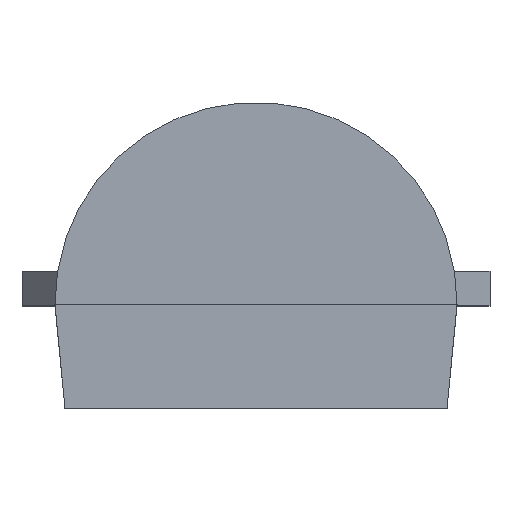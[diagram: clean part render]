
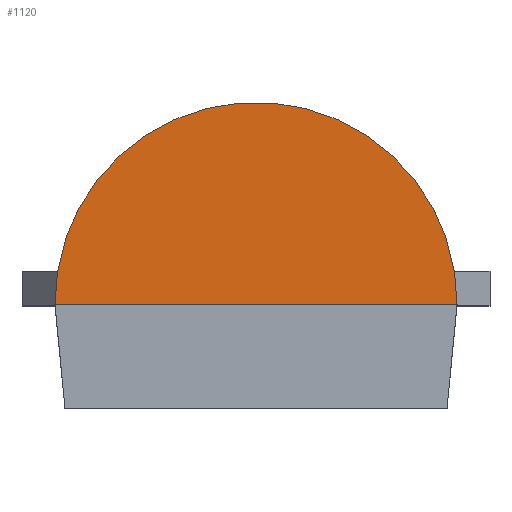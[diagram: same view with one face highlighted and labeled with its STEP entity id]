
A CAD part, top view. The second image highlights one B-rep face of the part: STEP entity #1120.
In plain terms, the highlighted planar face has unit normal (0, 0, 1).
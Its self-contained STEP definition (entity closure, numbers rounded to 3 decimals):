
#24 = VERTEX_POINT('',#25);
#25 = CARTESIAN_POINT('',(-2.38,-0.205,7.825));
#71 = EDGE_CURVE('',#72,#24,#74,.T.);
#72 = VERTEX_POINT('',#73);
#73 = CARTESIAN_POINT('',(2.38,-0.205,7.825));
#74 = CIRCLE('',#75,2.38);
#75 = AXIS2_PLACEMENT_3D('',#76,#77,#78);
#76 = CARTESIAN_POINT('',(0.,-0.19,7.825));
#77 = DIRECTION('',(0.,0.,1.));
#78 = DIRECTION('',(-1.,0.,0.));
#1011 = EDGE_CURVE('',#72,#24,#1012,.T.);
#1012 = LINE('',#1013,#1014);
#1013 = CARTESIAN_POINT('',(2.38,-0.205,7.825));
#1014 = VECTOR('',#1015,1.);
#1015 = DIRECTION('',(-1.,0.,0.));
#1120 = ADVANCED_FACE('',(#1121),#1125,.T.);
#1121 = FACE_BOUND('',#1122,.T.);
#1122 = EDGE_LOOP('',(#1123,#1124));
#1123 = ORIENTED_EDGE('',*,*,#71,.T.);
#1124 = ORIENTED_EDGE('',*,*,#1011,.F.);
#1125 = PLANE('',#1126);
#1126 = AXIS2_PLACEMENT_3D('',#1127,#1128,#1129);
#1127 = CARTESIAN_POINT('',(0.,0.626,7.825));
#1128 = DIRECTION('',(0.,0.,1.));
#1129 = DIRECTION('',(-1.,0.,0.));
